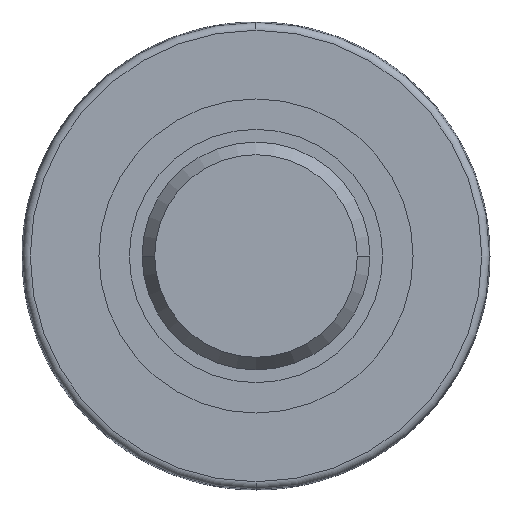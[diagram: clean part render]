
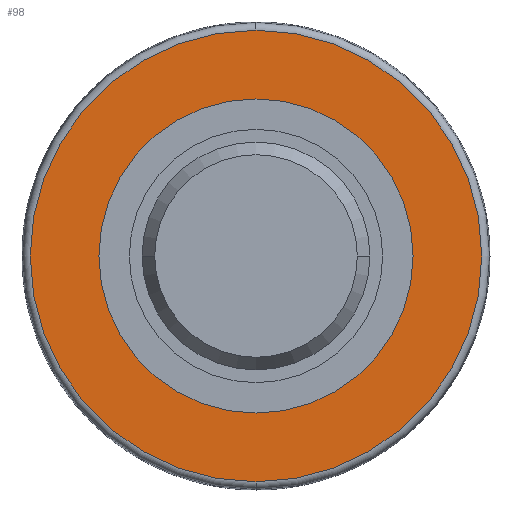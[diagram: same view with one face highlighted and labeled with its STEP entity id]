
A CAD part, left-side view. The second image highlights one B-rep face of the part: STEP entity #98.
In plain terms, the highlighted planar face has unit normal (-1, 0, 0).
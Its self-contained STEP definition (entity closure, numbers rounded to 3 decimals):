
#98=ADVANCED_FACE('',(#157,#158),#159,.T.);
#157=FACE_OUTER_BOUND('',#231,.T.);
#158=FACE_BOUND('',#232,.T.);
#159=PLANE('',#233);
#231=EDGE_LOOP('',(#437,#438,#439));
#232=EDGE_LOOP('',(#440,#441));
#233=AXIS2_PLACEMENT_3D('',#442,#443,#444);
#437=ORIENTED_EDGE('',*,*,#556,.F.);
#438=ORIENTED_EDGE('',*,*,#555,.F.);
#439=ORIENTED_EDGE('',*,*,#599,.F.);
#440=ORIENTED_EDGE('',*,*,#531,.T.);
#441=ORIENTED_EDGE('',*,*,#600,.T.);
#442=CARTESIAN_POINT('',(12.5,44.561,0.0));
#443=DIRECTION('',(-1.0,0.,0.0));
#444=DIRECTION('',(0.,-1.0,0.0));
#531=EDGE_CURVE('',#611,#615,#617,.T.);
#555=EDGE_CURVE('',#660,#662,#663,.T.);
#556=EDGE_CURVE('',#662,#664,#665,.T.);
#599=EDGE_CURVE('',#664,#660,#734,.T.);
#600=EDGE_CURVE('',#615,#611,#735,.T.);
#611=VERTEX_POINT('',#746);
#615=VERTEX_POINT('',#751);
#617=CIRCLE('',#754,62.0);
#660=VERTEX_POINT('',#803);
#662=VERTEX_POINT('',#805);
#663=CIRCLE('',#806,89.122);
#664=VERTEX_POINT('',#807);
#665=CIRCLE('',#808,89.122);
#734=CIRCLE('',#1076,89.122);
#735=CIRCLE('',#1077,62.0);
#746=CARTESIAN_POINT('',(12.5,0.0,-62.0));
#751=CARTESIAN_POINT('',(12.5,0.,62.0));
#754=AXIS2_PLACEMENT_3D('',#1092,#1093,#1094);
#803=CARTESIAN_POINT('',(12.5,0.,-89.122));
#805=CARTESIAN_POINT('',(12.5,89.122,0.0));
#806=AXIS2_PLACEMENT_3D('',#1152,#1153,#1154);
#807=CARTESIAN_POINT('',(12.5,0.,89.122));
#808=AXIS2_PLACEMENT_3D('',#1155,#1156,#1157);
#1076=AXIS2_PLACEMENT_3D('',#1214,#1215,#1216);
#1077=AXIS2_PLACEMENT_3D('',#1217,#1218,#1219);
#1092=CARTESIAN_POINT('',(12.5,0.0,0.0));
#1093=DIRECTION('',(1.0,0.0,0.0));
#1094=DIRECTION('',(0.0,0.0,-1.0));
#1152=CARTESIAN_POINT('',(12.5,0.0,0.0));
#1153=DIRECTION('',(1.0,0.0,0.0));
#1154=DIRECTION('',(0.0,1.0,0.0));
#1155=CARTESIAN_POINT('',(12.5,0.0,0.0));
#1156=DIRECTION('',(1.0,0.0,0.0));
#1157=DIRECTION('',(0.0,1.0,0.0));
#1214=CARTESIAN_POINT('',(12.5,0.0,0.0));
#1215=DIRECTION('',(1.0,0.0,0.0));
#1216=DIRECTION('',(0.0,1.0,0.0));
#1217=CARTESIAN_POINT('',(12.5,0.0,0.0));
#1218=DIRECTION('',(1.0,0.0,0.0));
#1219=DIRECTION('',(0.0,0.0,-1.0));
